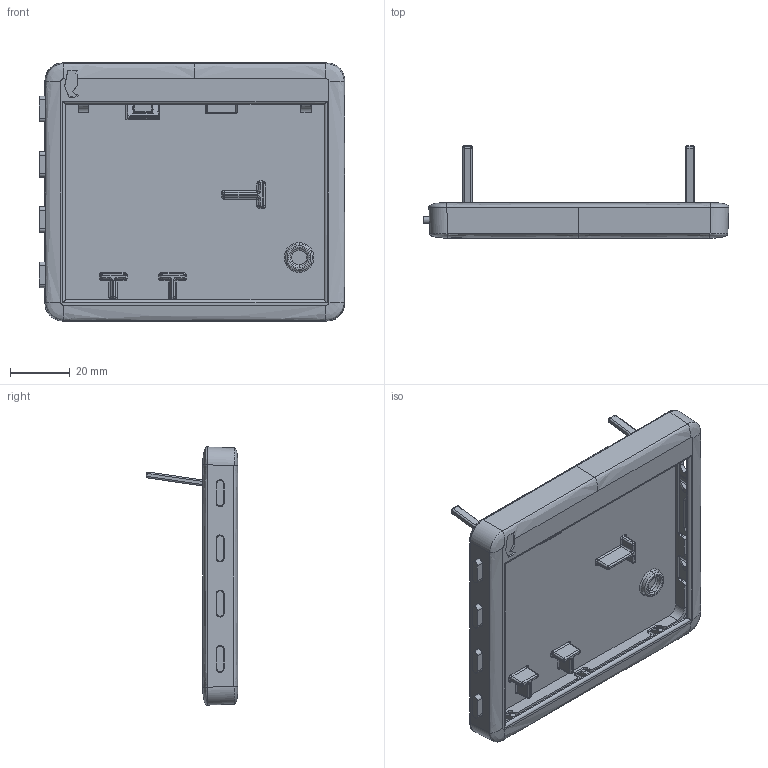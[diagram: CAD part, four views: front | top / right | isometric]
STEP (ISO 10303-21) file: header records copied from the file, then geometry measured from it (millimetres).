
FILE_DESCRIPTION (( 'STEP AP203' ), '1' );
FILE_NAME ('paperd_ink_1.1_assembly_iter4.STEP', '2022-10-11T04:29:39', ( '' ), ( '' ), 'SwSTEP 2.0', 'SolidWorks 2019', '' );
FILE_SCHEMA (( 'CONFIG_CONTROL_DESIGN' ));
Length unit declared in the file: millimetre
Products named in the file (5): paperd_ink_update_1.1_back cover_0001; paperd_ink_update_1.1_front cover_0001; paperd_ink_update_1.1_stand_0001; paperd_ink_update_1.1_button_0001; paperd_ink_1.1_assembly_iter4
Assembly tree (8 placements, depth 2):
  paperd_ink_1.1_assembly_iter4
    paperd_ink_update_1.1_front cover_0001
    paperd_ink_update_1.1_back cover_0001
    paperd_ink_update_1.1_button_0001  x4
    paperd_ink_update_1.1_stand_0001  x2
Bounding box: 102.62 x 30.86 x 86.71 mm (x, y, z)
Volume: 25138.5 mm3; surface area: 33865.3 mm2
Topology: 8 solids, 8 shells, 926 faces, 2330 edges, 1377 vertices
Faces by surface type: cylinder 381, plane 347, bspline 75, sphere 66, torus 50, cone 7
Entity records: 26970 total; most frequent: CARTESIAN_POINT 7297, ORIENTED_EDGE 4134, DIRECTION 3889, EDGE_CURVE 2067, AXIS2_PLACEMENT_3D 1391, VERTEX_POINT 1255, LINE 1107, VECTOR 1107
